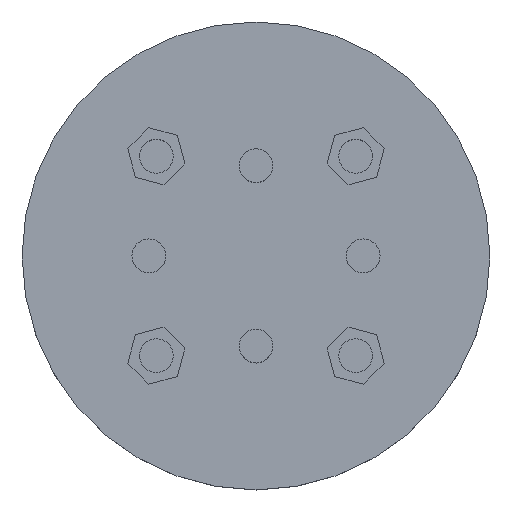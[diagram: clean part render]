
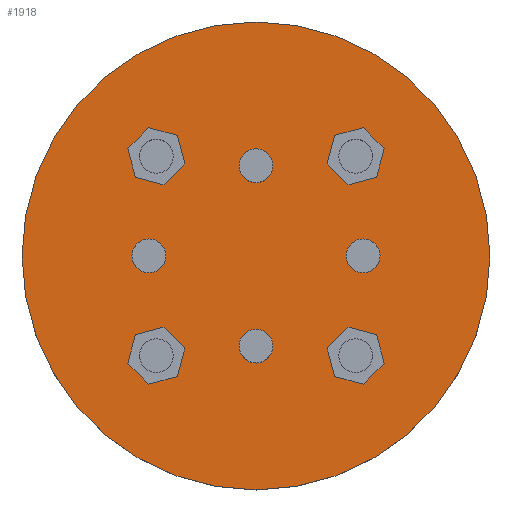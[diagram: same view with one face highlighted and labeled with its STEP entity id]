
A CAD part, top view. The second image highlights one B-rep face of the part: STEP entity #1918.
In plain terms, the highlighted planar face has unit normal (0, 0, 1).
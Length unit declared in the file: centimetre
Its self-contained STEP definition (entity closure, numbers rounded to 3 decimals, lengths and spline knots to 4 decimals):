
#106=LINE($,#3044,#250);
#109=LINE($,#3050,#253);
#112=LINE($,#3056,#256);
#115=LINE($,#3062,#259);
#118=LINE($,#3068,#262);
#121=LINE($,#3072,#265);
#124=LINE($,#3080,#268);
#127=LINE($,#3086,#271);
#130=LINE($,#3092,#274);
#133=LINE($,#3098,#277);
#136=LINE($,#3104,#280);
#139=LINE($,#3108,#283);
#142=LINE($,#3116,#286);
#145=LINE($,#3122,#289);
#148=LINE($,#3128,#292);
#151=LINE($,#3134,#295);
#154=LINE($,#3140,#298);
#157=LINE($,#3144,#301);
#160=LINE($,#3152,#304);
#163=LINE($,#3158,#307);
#166=LINE($,#3164,#310);
#169=LINE($,#3170,#313);
#172=LINE($,#3176,#316);
#175=LINE($,#3180,#319);
#250=VECTOR($,#2446,0.2625);
#253=VECTOR($,#2451,0.2625);
#256=VECTOR($,#2456,0.2625);
#259=VECTOR($,#2461,0.2625);
#262=VECTOR($,#2466,0.2625);
#265=VECTOR($,#2471,0.2625);
#268=VECTOR($,#2476,0.2625);
#271=VECTOR($,#2481,0.2625);
#274=VECTOR($,#2486,0.2625);
#277=VECTOR($,#2491,0.2625);
#280=VECTOR($,#2496,0.2625);
#283=VECTOR($,#2501,0.2625);
#286=VECTOR($,#2506,0.2625);
#289=VECTOR($,#2511,0.2625);
#292=VECTOR($,#2516,0.2625);
#295=VECTOR($,#2521,0.2625);
#298=VECTOR($,#2526,0.2625);
#301=VECTOR($,#2531,0.2625);
#304=VECTOR($,#2536,0.2625);
#307=VECTOR($,#2541,0.2625);
#310=VECTOR($,#2546,0.2625);
#313=VECTOR($,#2551,0.2625);
#316=VECTOR($,#2556,0.2625);
#319=VECTOR($,#2561,0.2625);
#376=PLANE($,#2118);
#443=FACE_BOUND($,#728,.T.);
#444=FACE_BOUND($,#729,.T.);
#445=FACE_BOUND($,#730,.T.);
#446=FACE_BOUND($,#731,.T.);
#447=FACE_BOUND($,#732,.T.);
#448=FACE_BOUND($,#733,.T.);
#449=FACE_BOUND($,#734,.T.);
#450=FACE_BOUND($,#735,.T.);
#451=FACE_BOUND($,#736,.T.);
#728=EDGE_LOOP($,(#1626));
#729=EDGE_LOOP($,(#1627));
#730=EDGE_LOOP($,(#1628));
#731=EDGE_LOOP($,(#1629));
#732=EDGE_LOOP($,(#1630,#1631,#1632,#1633,#1634,#1635));
#733=EDGE_LOOP($,(#1636,#1637,#1638,#1639,#1640,#1641));
#734=EDGE_LOOP($,(#1642));
#735=EDGE_LOOP($,(#1643,#1644,#1645,#1646,#1647,#1648));
#736=EDGE_LOOP($,(#1649,#1650,#1651,#1652,#1653,#1654));
#882=CIRCLE($,#2080,0.15);
#884=CIRCLE($,#2083,0.15);
#886=CIRCLE($,#2086,0.15);
#888=CIRCLE($,#2089,0.15);
#890=CIRCLE($,#2116,2.075);
#1012=VERTEX_POINT($,#3018);
#1014=VERTEX_POINT($,#3023);
#1016=VERTEX_POINT($,#3028);
#1018=VERTEX_POINT($,#3033);
#1022=VERTEX_POINT($,#3041);
#1023=VERTEX_POINT($,#3043);
#1025=VERTEX_POINT($,#3049);
#1027=VERTEX_POINT($,#3055);
#1029=VERTEX_POINT($,#3061);
#1031=VERTEX_POINT($,#3067);
#1034=VERTEX_POINT($,#3077);
#1035=VERTEX_POINT($,#3079);
#1037=VERTEX_POINT($,#3085);
#1039=VERTEX_POINT($,#3091);
#1041=VERTEX_POINT($,#3097);
#1043=VERTEX_POINT($,#3103);
#1046=VERTEX_POINT($,#3113);
#1047=VERTEX_POINT($,#3115);
#1049=VERTEX_POINT($,#3121);
#1051=VERTEX_POINT($,#3127);
#1053=VERTEX_POINT($,#3133);
#1055=VERTEX_POINT($,#3139);
#1058=VERTEX_POINT($,#3149);
#1059=VERTEX_POINT($,#3151);
#1061=VERTEX_POINT($,#3157);
#1063=VERTEX_POINT($,#3163);
#1065=VERTEX_POINT($,#3169);
#1067=VERTEX_POINT($,#3175);
#1068=VERTEX_POINT($,#3182);
#1214=EDGE_CURVE($,#1012,#1012,#882,.T.);
#1216=EDGE_CURVE($,#1014,#1014,#884,.T.);
#1218=EDGE_CURVE($,#1016,#1016,#886,.T.);
#1220=EDGE_CURVE($,#1018,#1018,#888,.T.);
#1224=EDGE_CURVE($,#1023,#1022,#106,.F.);
#1227=EDGE_CURVE($,#1025,#1023,#109,.F.);
#1230=EDGE_CURVE($,#1027,#1025,#112,.F.);
#1233=EDGE_CURVE($,#1029,#1027,#115,.F.);
#1236=EDGE_CURVE($,#1031,#1029,#118,.F.);
#1239=EDGE_CURVE($,#1022,#1031,#121,.F.);
#1242=EDGE_CURVE($,#1035,#1034,#124,.F.);
#1245=EDGE_CURVE($,#1037,#1035,#127,.F.);
#1248=EDGE_CURVE($,#1039,#1037,#130,.F.);
#1251=EDGE_CURVE($,#1041,#1039,#133,.F.);
#1254=EDGE_CURVE($,#1043,#1041,#136,.F.);
#1257=EDGE_CURVE($,#1034,#1043,#139,.F.);
#1260=EDGE_CURVE($,#1047,#1046,#142,.F.);
#1263=EDGE_CURVE($,#1049,#1047,#145,.F.);
#1266=EDGE_CURVE($,#1051,#1049,#148,.F.);
#1269=EDGE_CURVE($,#1053,#1051,#151,.F.);
#1272=EDGE_CURVE($,#1055,#1053,#154,.F.);
#1275=EDGE_CURVE($,#1046,#1055,#157,.F.);
#1278=EDGE_CURVE($,#1059,#1058,#160,.F.);
#1281=EDGE_CURVE($,#1061,#1059,#163,.F.);
#1284=EDGE_CURVE($,#1063,#1061,#166,.F.);
#1287=EDGE_CURVE($,#1065,#1063,#169,.F.);
#1290=EDGE_CURVE($,#1067,#1065,#172,.F.);
#1293=EDGE_CURVE($,#1058,#1067,#175,.F.);
#1294=EDGE_CURVE($,#1068,#1068,#890,.F.);
#1626=ORIENTED_EDGE($,*,*,#1214,.T.);
#1627=ORIENTED_EDGE($,*,*,#1216,.T.);
#1628=ORIENTED_EDGE($,*,*,#1218,.T.);
#1629=ORIENTED_EDGE($,*,*,#1220,.T.);
#1630=ORIENTED_EDGE($,*,*,#1293,.T.);
#1631=ORIENTED_EDGE($,*,*,#1290,.T.);
#1632=ORIENTED_EDGE($,*,*,#1287,.T.);
#1633=ORIENTED_EDGE($,*,*,#1284,.T.);
#1634=ORIENTED_EDGE($,*,*,#1281,.T.);
#1635=ORIENTED_EDGE($,*,*,#1278,.T.);
#1636=ORIENTED_EDGE($,*,*,#1275,.T.);
#1637=ORIENTED_EDGE($,*,*,#1272,.T.);
#1638=ORIENTED_EDGE($,*,*,#1269,.T.);
#1639=ORIENTED_EDGE($,*,*,#1266,.T.);
#1640=ORIENTED_EDGE($,*,*,#1263,.T.);
#1641=ORIENTED_EDGE($,*,*,#1260,.T.);
#1642=ORIENTED_EDGE($,*,*,#1294,.T.);
#1643=ORIENTED_EDGE($,*,*,#1257,.T.);
#1644=ORIENTED_EDGE($,*,*,#1254,.T.);
#1645=ORIENTED_EDGE($,*,*,#1251,.T.);
#1646=ORIENTED_EDGE($,*,*,#1248,.T.);
#1647=ORIENTED_EDGE($,*,*,#1245,.T.);
#1648=ORIENTED_EDGE($,*,*,#1242,.T.);
#1649=ORIENTED_EDGE($,*,*,#1239,.T.);
#1650=ORIENTED_EDGE($,*,*,#1236,.T.);
#1651=ORIENTED_EDGE($,*,*,#1233,.T.);
#1652=ORIENTED_EDGE($,*,*,#1230,.T.);
#1653=ORIENTED_EDGE($,*,*,#1227,.T.);
#1654=ORIENTED_EDGE($,*,*,#1224,.T.);
#1918=ADVANCED_FACE($,(#443,#444,#445,#446,#447,#448,#449,#450,#451),#376,
 .T.);
#2080=AXIS2_PLACEMENT_3D($,#3019,#2420,#2421);
#2083=AXIS2_PLACEMENT_3D($,#3024,#2426,#2427);
#2086=AXIS2_PLACEMENT_3D($,#3029,#2432,#2433);
#2089=AXIS2_PLACEMENT_3D($,#3034,#2438,#2439);
#2116=AXIS2_PLACEMENT_3D($,#3183,#2564,#2565);
#2118=AXIS2_PLACEMENT_3D($,#3186,#2568,#2569);
#2420=DIRECTION('center_axis',(0.,0.,-1.));
#2421=DIRECTION('ref_axis',(1.,0.,0.));
#2426=DIRECTION('center_axis',(0.,0.,-1.));
#2427=DIRECTION('ref_axis',(1.,0.,0.));
#2432=DIRECTION('center_axis',(0.,0.,-1.));
#2433=DIRECTION('ref_axis',(1.,0.,0.));
#2438=DIRECTION('center_axis',(0.,0.,-1.));
#2439=DIRECTION('ref_axis',(1.,0.,0.));
#2446=DIRECTION($,(0.707,0.707,0.));
#2451=DIRECTION($,(-0.259,0.966,0.));
#2456=DIRECTION($,(-0.966,0.259,0.));
#2461=DIRECTION($,(-0.707,-0.707,0.));
#2466=DIRECTION($,(0.259,-0.966,0.));
#2471=DIRECTION($,(0.966,-0.259,0.));
#2476=DIRECTION($,(0.707,0.707,0.));
#2481=DIRECTION($,(-0.259,0.966,0.));
#2486=DIRECTION($,(-0.966,0.259,0.));
#2491=DIRECTION($,(-0.707,-0.707,0.));
#2496=DIRECTION($,(0.259,-0.966,0.));
#2501=DIRECTION($,(0.966,-0.259,0.));
#2506=DIRECTION($,(0.966,0.259,0.));
#2511=DIRECTION($,(0.259,0.966,0.));
#2516=DIRECTION($,(-0.707,0.707,0.));
#2521=DIRECTION($,(-0.966,-0.259,0.));
#2526=DIRECTION($,(-0.259,-0.966,0.));
#2531=DIRECTION($,(0.707,-0.707,0.));
#2536=DIRECTION($,(0.259,0.966,0.));
#2541=DIRECTION($,(-0.707,0.707,0.));
#2546=DIRECTION($,(-0.966,-0.259,0.));
#2551=DIRECTION($,(-0.259,-0.966,0.));
#2556=DIRECTION($,(0.707,-0.707,0.));
#2561=DIRECTION($,(0.966,0.259,0.));
#2564=DIRECTION('center_axis',(0.,0.,-1.));
#2565=DIRECTION('ref_axis',(1.,0.,0.));
#2568=DIRECTION('center_axis',(0.,0.,1.));
#2569=DIRECTION('ref_axis',(1.,0.,0.));
#3018=CARTESIAN_POINT('',(-1.1,0.,0.5));
#3019=CARTESIAN_POINT('Origin',(-0.95,0.,0.5));
#3023=CARTESIAN_POINT('',(-0.15,0.8,0.5));
#3024=CARTESIAN_POINT('Origin',(0.,0.8,0.5));
#3028=CARTESIAN_POINT('',(0.8,0.,0.5));
#3029=CARTESIAN_POINT('Origin',(0.95,0.,0.5));
#3033=CARTESIAN_POINT('',(-0.15,-0.8,0.5));
#3034=CARTESIAN_POINT('Origin',(0.,-0.8,0.5));
#3041=CARTESIAN_POINT('',(0.9518,-1.1374,0.5));
#3043=CARTESIAN_POINT('',(1.1374,-0.9518,0.5));
#3044=CARTESIAN_POINT($,(1.091,-0.9982,0.5));
#3049=CARTESIAN_POINT('',(1.0695,-0.6983,0.5));
#3050=CARTESIAN_POINT($,(0.9464,-0.2388,0.5));
#3055=CARTESIAN_POINT('',(0.8159,-0.6303,0.5));
#3056=CARTESIAN_POINT($,(0.3565,-0.5072,0.5));
#3061=CARTESIAN_POINT('',(0.6303,-0.8159,0.5));
#3062=CARTESIAN_POINT($,(0.6767,-0.7695,0.5));
#3067=CARTESIAN_POINT('',(0.6983,-1.0695,0.5));
#3068=CARTESIAN_POINT($,(0.5412,-0.4833,0.5));
#3072=CARTESIAN_POINT($,(0.3656,-0.9804,0.5));
#3077=CARTESIAN_POINT('',(-0.8159,0.6303,0.5));
#3079=CARTESIAN_POINT('',(-0.6303,0.8159,0.5));
#3080=CARTESIAN_POINT($,(-0.6767,0.7695,0.5));
#3085=CARTESIAN_POINT('',(-0.6983,1.0695,0.5));
#3086=CARTESIAN_POINT($,(-0.5412,0.4833,0.5));
#3091=CARTESIAN_POINT('',(-0.9518,1.1374,0.5));
#3092=CARTESIAN_POINT($,(-0.3656,0.9804,0.5));
#3097=CARTESIAN_POINT('',(-1.1374,0.9518,0.5));
#3098=CARTESIAN_POINT($,(-1.091,0.9982,0.5));
#3103=CARTESIAN_POINT('',(-1.0695,0.6983,0.5));
#3104=CARTESIAN_POINT($,(-0.9464,0.2388,0.5));
#3108=CARTESIAN_POINT($,(-0.3565,0.5072,0.5));
#3113=CARTESIAN_POINT('',(-0.9518,-1.1374,0.5));
#3115=CARTESIAN_POINT('',(-0.6983,-1.0695,0.5));
#3116=CARTESIAN_POINT($,(-0.2388,-0.9464,0.5));
#3121=CARTESIAN_POINT('',(-0.6303,-0.8159,0.5));
#3122=CARTESIAN_POINT($,(-0.5072,-0.3565,0.5));
#3127=CARTESIAN_POINT('',(-0.8159,-0.6303,0.5));
#3128=CARTESIAN_POINT($,(-0.7695,-0.6767,0.5));
#3133=CARTESIAN_POINT('',(-1.0695,-0.6983,0.5));
#3134=CARTESIAN_POINT($,(-0.4833,-0.5412,0.5));
#3139=CARTESIAN_POINT('',(-1.1374,-0.9518,0.5));
#3140=CARTESIAN_POINT($,(-0.9804,-0.3656,0.5));
#3144=CARTESIAN_POINT($,(-0.9982,-1.091,0.5));
#3149=CARTESIAN_POINT('',(1.0695,0.6983,0.5));
#3151=CARTESIAN_POINT('',(1.1374,0.9518,0.5));
#3152=CARTESIAN_POINT($,(0.9804,0.3656,0.5));
#3157=CARTESIAN_POINT('',(0.9518,1.1374,0.5));
#3158=CARTESIAN_POINT($,(0.9982,1.091,0.5));
#3163=CARTESIAN_POINT('',(0.6983,1.0695,0.5));
#3164=CARTESIAN_POINT($,(0.2388,0.9464,0.5));
#3169=CARTESIAN_POINT('',(0.6303,0.8159,0.5));
#3170=CARTESIAN_POINT($,(0.5072,0.3565,0.5));
#3175=CARTESIAN_POINT('',(0.8159,0.6303,0.5));
#3176=CARTESIAN_POINT($,(0.7695,0.6767,0.5));
#3180=CARTESIAN_POINT($,(0.4833,0.5412,0.5));
#3182=CARTESIAN_POINT('',(-2.075,0.,0.5));
#3183=CARTESIAN_POINT('Origin',(0.,0.,0.5));
#3186=CARTESIAN_POINT('Origin',(0.,0.,0.5));
